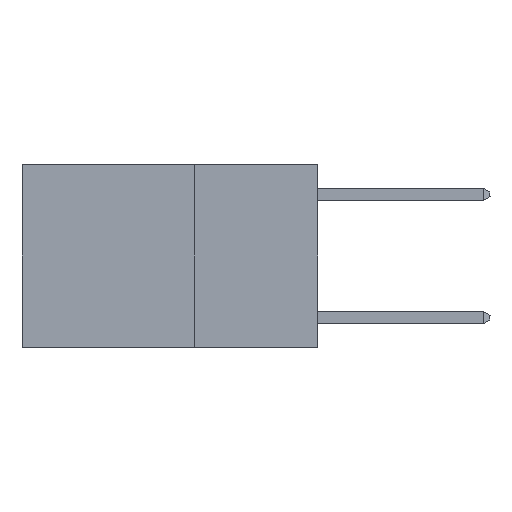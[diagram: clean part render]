
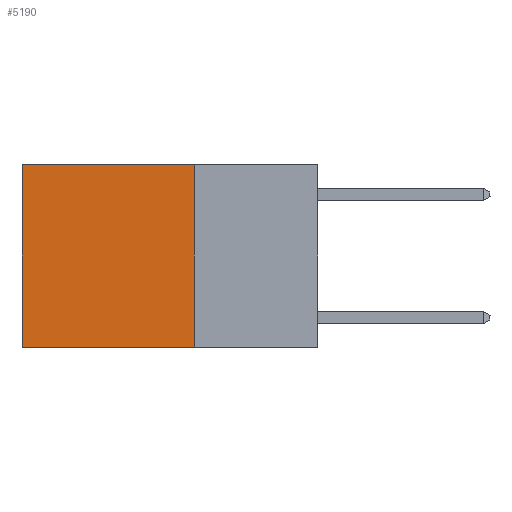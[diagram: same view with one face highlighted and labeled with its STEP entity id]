
A CAD part, left-side view. The second image highlights one B-rep face of the part: STEP entity #5190.
In plain terms, the highlighted planar face has unit normal (-1, 0, 0).
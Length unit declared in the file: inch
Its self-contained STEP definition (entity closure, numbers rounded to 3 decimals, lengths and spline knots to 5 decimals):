
#77 = ORIENTED_EDGE ( 'NONE', *, *, #6805, .T. ) ;
#309 = CARTESIAN_POINT ( 'NONE',  ( 0.2625, 0.6, 0. ) ) ;
#416 = FACE_OUTER_BOUND ( 'NONE', #7029, .T. ) ;
#803 = EDGE_CURVE ( 'NONE', #13170, #11993, #10060, .T. ) ;
#1388 = DIRECTION ( 'NONE',  ( 0., 1., 0. ) ) ;
#1503 = VECTOR ( 'NONE', #15057, 39.37008 ) ;
#1996 = CARTESIAN_POINT ( 'NONE',  ( 0.2625, 0.6, 0. ) ) ;
#2038 = CARTESIAN_POINT ( 'NONE',  ( 0.2625, 0.25, -0.37 ) ) ;
#3300 = VECTOR ( 'NONE', #8388, 39.37008 ) ;
#3964 = CARTESIAN_POINT ( 'NONE',  ( 0.2625, 0.25, 0. ) ) ;
#4277 = CARTESIAN_POINT ( 'NONE',  ( 0.2625, 0.25, 0. ) ) ;
#4365 = LINE ( 'NONE', #4277, #3300 ) ;
#5190 = ADVANCED_FACE ( 'NONE', ( #416 ), #10998, .F. ) ;
#5511 = CARTESIAN_POINT ( 'NONE',  ( 0.2625, 0.25, 0. ) ) ;
#5581 = ORIENTED_EDGE ( 'NONE', *, *, #803, .F. ) ;
#6423 = CARTESIAN_POINT ( 'NONE',  ( 0.2625, 0.6, -0.37 ) ) ;
#6805 = EDGE_CURVE ( 'NONE', #10059, #11993, #14973, .T. ) ;
#7029 = EDGE_LOOP ( 'NONE', ( #77, #5581, #14183, #10820 ) ) ;
#7985 = VERTEX_POINT ( 'NONE', #5511 ) ;
#8388 = DIRECTION ( 'NONE',  ( 0., 0., -1. ) ) ;
#8734 = CARTESIAN_POINT ( 'NONE',  ( 0.2625, 0.25, 0. ) ) ;
#9356 = CARTESIAN_POINT ( 'NONE',  ( 0.2625, 0.25, -0.37 ) ) ;
#9615 = DIRECTION ( 'NONE',  ( 1., 0., 0. ) ) ;
#9899 = EDGE_CURVE ( 'NONE', #7985, #13170, #4365, .T. ) ;
#10059 = VERTEX_POINT ( 'NONE', #1996 ) ;
#10060 = LINE ( 'NONE', #9356, #14651 ) ;
#10820 = ORIENTED_EDGE ( 'NONE', *, *, #13403, .T. ) ;
#10900 = AXIS2_PLACEMENT_3D ( 'NONE', #8734, #9615, #16215 ) ;
#10998 = PLANE ( 'NONE',  #10900 ) ;
#11993 = VERTEX_POINT ( 'NONE', #6423 ) ;
#13170 = VERTEX_POINT ( 'NONE', #2038 ) ;
#13403 = EDGE_CURVE ( 'NONE', #7985, #10059, #15707, .T. ) ;
#14183 = ORIENTED_EDGE ( 'NONE', *, *, #9899, .F. ) ;
#14651 = VECTOR ( 'NONE', #1388, 39.37008 ) ;
#14973 = LINE ( 'NONE', #309, #1503 ) ;
#15057 = DIRECTION ( 'NONE',  ( 0., 0., -1. ) ) ;
#15707 = LINE ( 'NONE', #3964, #16871 ) ;
#16057 = DIRECTION ( 'NONE',  ( 0., 1., 0. ) ) ;
#16215 = DIRECTION ( 'NONE',  ( 0., 0., -1. ) ) ;
#16871 = VECTOR ( 'NONE', #16057, 39.37008 ) ;
